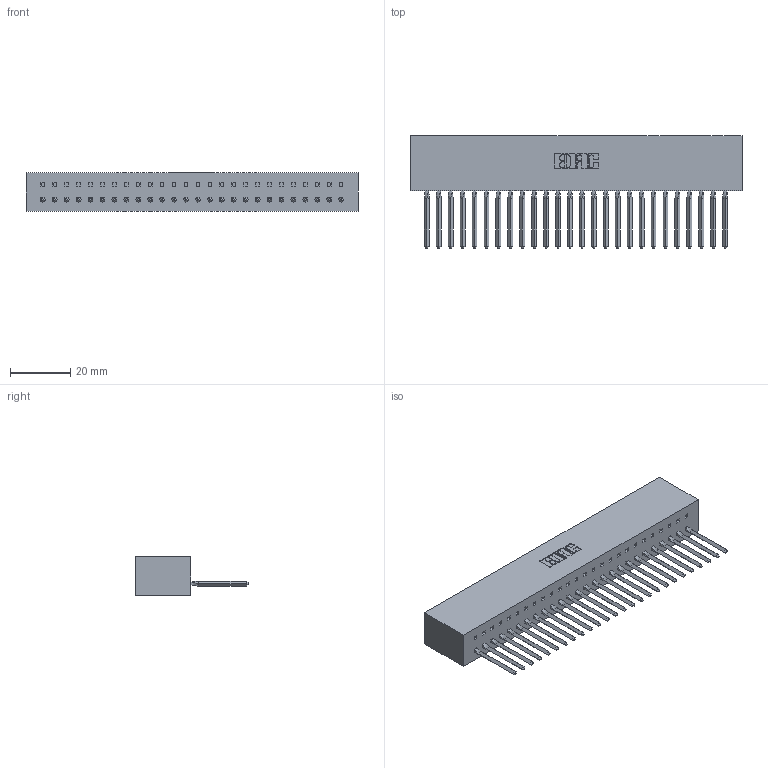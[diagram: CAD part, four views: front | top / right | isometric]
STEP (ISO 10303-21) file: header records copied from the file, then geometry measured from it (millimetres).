
FILE_DESCRIPTION (( 'STEP AP203' ), '1' );
FILE_NAME ('317-026-541-601.STEP', '2020-02-27T18:40:36', ( '' ), ( '' ), 'SwSTEP 2.0', 'SolidWorks 2016', '' );
FILE_SCHEMA (( 'CONFIG_CONTROL_DESIGN' ));
Length unit declared in the file: inch
Products named in the file (3): 317 Part_Lugless; 317-290-002_541; 317-026-541-601
Assembly tree (27 placements, depth 2):
  317-026-541-601
    317 Part_Lugless
    317-290-002_541  x26
Bounding box: 110.24 x 37.34 x 12.7 mm (x, y, z)
Volume: 19090.4 mm3; surface area: 26636.3 mm2
Topology: 27 solids, 27 shells, 4042 faces, 11523 edges, 7490 vertices
Faces by surface type: plane 3274, cylinder 664, bspline 104
Entity records: 40122 total; most frequent: CARTESIAN_POINT 7767, ORIENTED_EDGE 7046, DIRECTION 5767, EDGE_CURVE 3523, VECTOR 3167, LINE 3167, VERTEX_POINT 2340, AXIS2_PLACEMENT_3D 1300
